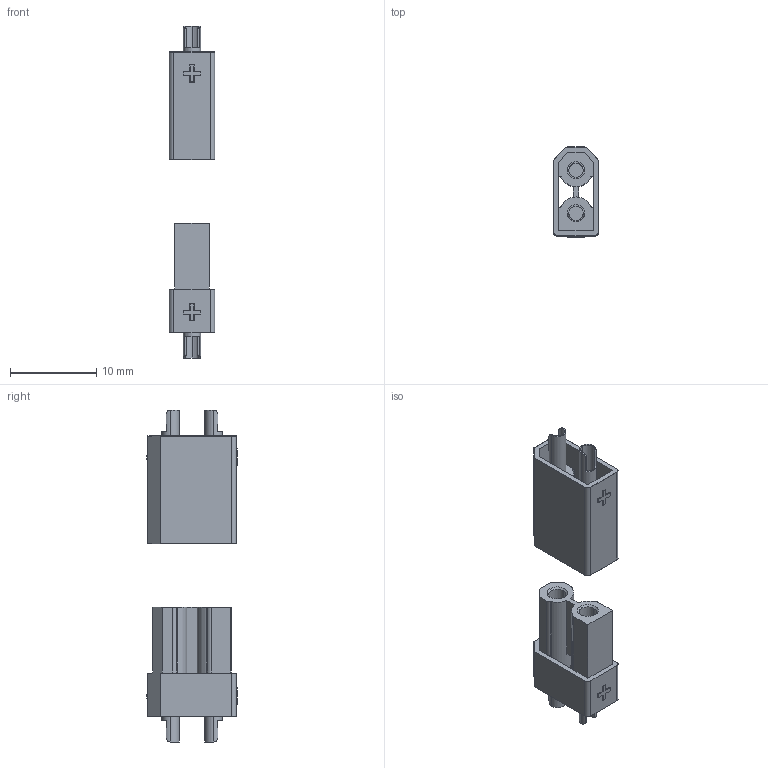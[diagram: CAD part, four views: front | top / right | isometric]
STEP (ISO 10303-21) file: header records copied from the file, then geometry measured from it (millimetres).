
FILE_DESCRIPTION(('Creo Elements/Direct Modeling STEP Export'),'2;1');
FILE_NAME('XT30.stp','2015-03-31T12:41:53',(''),(''),'PTC Creo Elements/Direct Modeling STEP processor for AP214 (Solid Model)','PTC Creo Elements/Direct Modeling 19.0 09-May-2014 (C) Parametric Technology GmbH','');
FILE_SCHEMA(('AUTOMOTIVE_DESIGN { 1 0 10303 214 1 1 1 1 }'));
Length unit declared in the file: millimetre
Products named in the file (3): XT30_Stecker; XT30_Buchse
Assembly tree (1 placements, depth 2):
  XT30_Stecker
  XT30_Buchse
    XT30_Buchse
Bounding box: 5.25 x 10.45 x 38.5 mm (x, y, z)
Volume: 599.9 mm3; surface area: 1749.3 mm2
Topology: 2 solids, 2 shells, 322 faces, 826 edges, 482 vertices
Faces by surface type: cylinder 154, plane 114, sphere 28, torus 14, bspline 8, cone 4
Entity records: 12454 total; most frequent: CARTESIAN_POINT 4375, DIRECTION 1590, ORIENTED_EDGE 1580, EDGE_CURVE 790, AXIS2_PLACEMENT_3D 581, VERTEX_POINT 482, VECTOR 428, LINE 428
